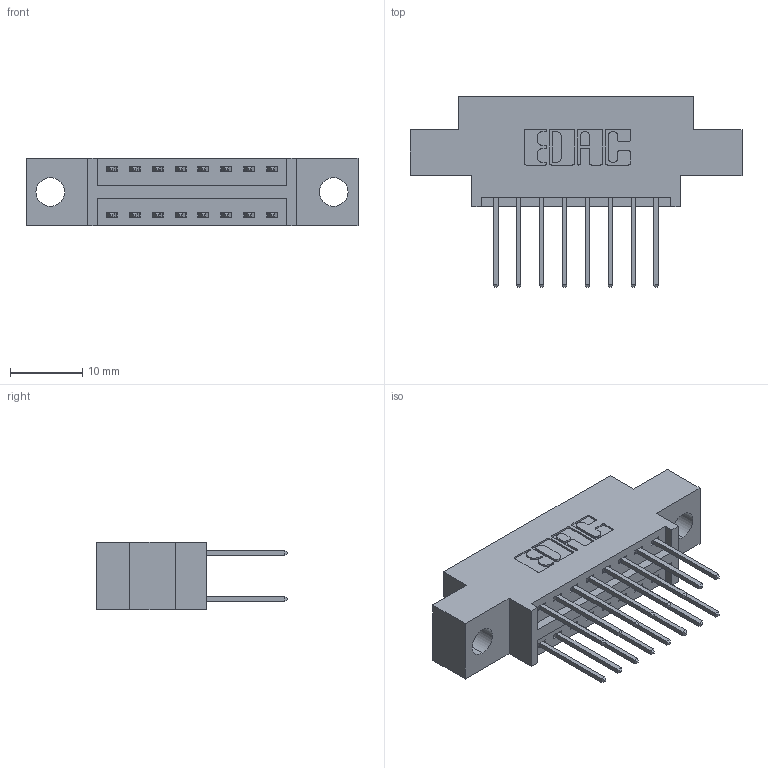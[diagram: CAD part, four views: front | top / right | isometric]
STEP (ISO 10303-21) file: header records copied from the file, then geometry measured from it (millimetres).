
FILE_DESCRIPTION (( 'STEP AP203' ), '1' );
FILE_NAME ('396-016-522-804.STEP', '2018-08-31T22:57:49', ( '' ), ( '' ), 'SwSTEP 2.0', 'SolidWorks 2016', '' );
FILE_SCHEMA (( 'CONFIG_CONTROL_DESIGN' ));
Length unit declared in the file: inch
Products named in the file (3): 346 Part_0.170 Offset - 0.156 Dia-TH; 345-292-001_345-293-122; 396-016-522-804
Assembly tree (17 placements, depth 2):
  396-016-522-804
    346 Part_0.170 Offset - 0.156 Dia-TH
    345-292-001_345-293-122  x16
Bounding box: 45.97 x 26.42 x 9.4 mm (x, y, z)
Volume: 4017.5 mm3; surface area: 5170.9 mm2
Topology: 17 solids, 17 shells, 958 faces, 2821 edges, 1858 vertices
Faces by surface type: plane 640, cylinder 318
Entity records: 9951 total; most frequent: CARTESIAN_POINT 1688, ORIENTED_EDGE 1622, DIRECTION 1539, EDGE_CURVE 811, LINE 647, VECTOR 647, VERTEX_POINT 538, AXIS2_PLACEMENT_3D 446
